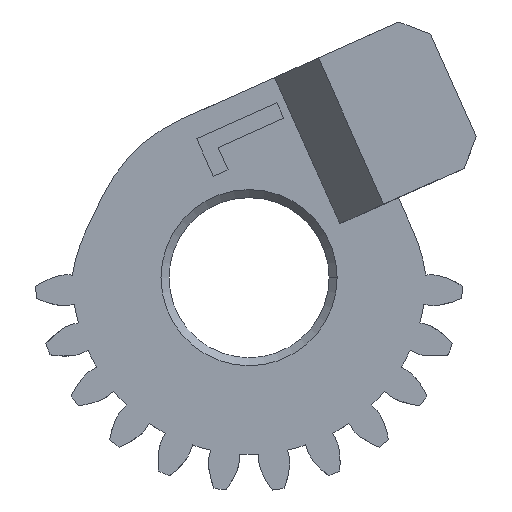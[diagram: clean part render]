
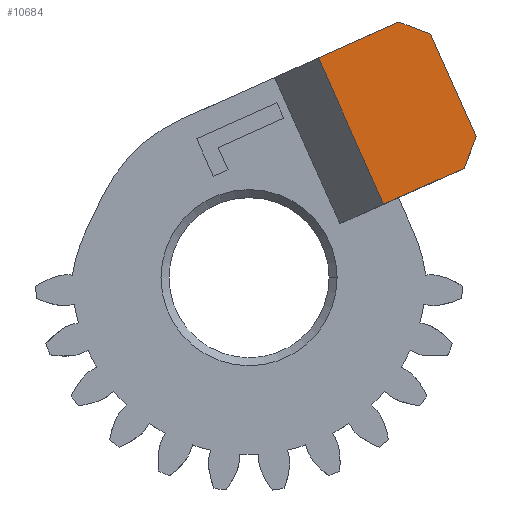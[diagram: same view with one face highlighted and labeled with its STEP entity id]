
A CAD part, top view. The second image highlights one B-rep face of the part: STEP entity #10684.
In plain terms, the highlighted planar face has unit normal (0, 0, 1).
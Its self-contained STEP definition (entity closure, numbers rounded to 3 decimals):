
#22 = LINE ( 'NONE', #10214, #2126 ) ;
#572 = EDGE_LOOP ( 'NONE', ( #768, #7901, #11521, #7508, #3432, #8949 ) ) ;
#582 = VERTEX_POINT ( 'NONE', #9019 ) ;
#768 = ORIENTED_EDGE ( 'NONE', *, *, #7442, .F. ) ;
#793 = VECTOR ( 'NONE', #3196, 1000. ) ;
#829 = VERTEX_POINT ( 'NONE', #12552 ) ;
#907 = CARTESIAN_POINT ( 'NONE',  ( 4.245, -11.716, 6. ) ) ;
#1097 = EDGE_CURVE ( 'NONE', #829, #5877, #1664, .T. ) ;
#1664 = LINE ( 'NONE', #4507, #12050 ) ;
#1881 = CARTESIAN_POINT ( 'NONE',  ( 8.406, 4.584, 6. ) ) ;
#2126 = VECTOR ( 'NONE', #4016, 1000. ) ;
#2359 = VECTOR ( 'NONE', #13412, 1000. ) ;
#2663 = DIRECTION ( 'NONE',  ( 0.934, -0.357, 0. ) ) ;
#3196 = DIRECTION ( 'NONE',  ( -0.408, 0.913, 0. ) ) ;
#3432 = ORIENTED_EDGE ( 'NONE', *, *, #8060, .F. ) ;
#3924 = VECTOR ( 'NONE', #4549, 1000. ) ;
#4016 = DIRECTION ( 'NONE',  ( -0.357, -0.934, 0. ) ) ;
#4507 = CARTESIAN_POINT ( 'NONE',  ( 14.798, 7.437, 6. ) ) ;
#4549 = DIRECTION ( 'NONE',  ( 0.913, 0.408, 0. ) ) ;
#4561 = LINE ( 'NONE', #12802, #3924 ) ;
#4708 = VERTEX_POINT ( 'NONE', #7395 ) ;
#4834 = EDGE_CURVE ( 'NONE', #582, #829, #13071, .T. ) ;
#5518 = CARTESIAN_POINT ( 'NONE',  ( 14.186, 8.807, 6. ) ) ;
#5751 = DIRECTION ( 'NONE',  ( -1., 0., 0. ) ) ;
#5877 = VERTEX_POINT ( 'NONE', #5518 ) ;
#6157 = CARTESIAN_POINT ( 'NONE',  ( 9.319, 4.992, 6. ) ) ;
#7000 = AXIS2_PLACEMENT_3D ( 'NONE', #907, #11965, #5751 ) ;
#7395 = CARTESIAN_POINT ( 'NONE',  ( 4.329, 13.715, 6. ) ) ;
#7442 = EDGE_CURVE ( 'NONE', #13351, #8681, #9983, .T. ) ;
#7508 = ORIENTED_EDGE ( 'NONE', *, *, #4834, .F. ) ;
#7610 = CARTESIAN_POINT ( 'NONE',  ( 14.135, 14.127, 6. ) ) ;
#7628 = FACE_OUTER_BOUND ( 'NONE', #572, .T. ) ;
#7901 = ORIENTED_EDGE ( 'NONE', *, *, #10643, .F. ) ;
#8060 = EDGE_CURVE ( 'NONE', #4708, #582, #4561, .T. ) ;
#8681 = VERTEX_POINT ( 'NONE', #1881 ) ;
#8745 = LINE ( 'NONE', #11442, #793 ) ;
#8949 = ORIENTED_EDGE ( 'NONE', *, *, #12661, .F. ) ;
#9019 = CARTESIAN_POINT ( 'NONE',  ( 9.351, 15.957, 6. ) ) ;
#9983 = LINE ( 'NONE', #6157, #2359 ) ;
#10214 = CARTESIAN_POINT ( 'NONE',  ( 6.065, -12.412, 6. ) ) ;
#10324 = VECTOR ( 'NONE', #2663, 1000. ) ;
#10643 = EDGE_CURVE ( 'NONE', #5877, #13351, #22, .T. ) ;
#10684 = ADVANCED_FACE ( 'NONE', ( #7628 ), #10914, .T. ) ;
#10864 = CARTESIAN_POINT ( 'NONE',  ( 13.428, 6.826, 6. ) ) ;
#10914 = PLANE ( 'NONE',  #7000 ) ;
#11442 = CARTESIAN_POINT ( 'NONE',  ( 4.329, 13.715, 6. ) ) ;
#11521 = ORIENTED_EDGE ( 'NONE', *, *, #1097, .F. ) ;
#11965 = DIRECTION ( 'NONE',  ( 0., 0., 1. ) ) ;
#12050 = VECTOR ( 'NONE', #12803, 1000. ) ;
#12552 = CARTESIAN_POINT ( 'NONE',  ( 11.333, 15.199, 6. ) ) ;
#12661 = EDGE_CURVE ( 'NONE', #8681, #4708, #8745, .T. ) ;
#12802 = CARTESIAN_POINT ( 'NONE',  ( 10.721, 16.569, 6. ) ) ;
#12803 = DIRECTION ( 'NONE',  ( 0.408, -0.913, 0. ) ) ;
#13071 = LINE ( 'NONE', #7610, #10324 ) ;
#13351 = VERTEX_POINT ( 'NONE', #10864 ) ;
#13412 = DIRECTION ( 'NONE',  ( -0.913, -0.408, 0. ) ) ;
